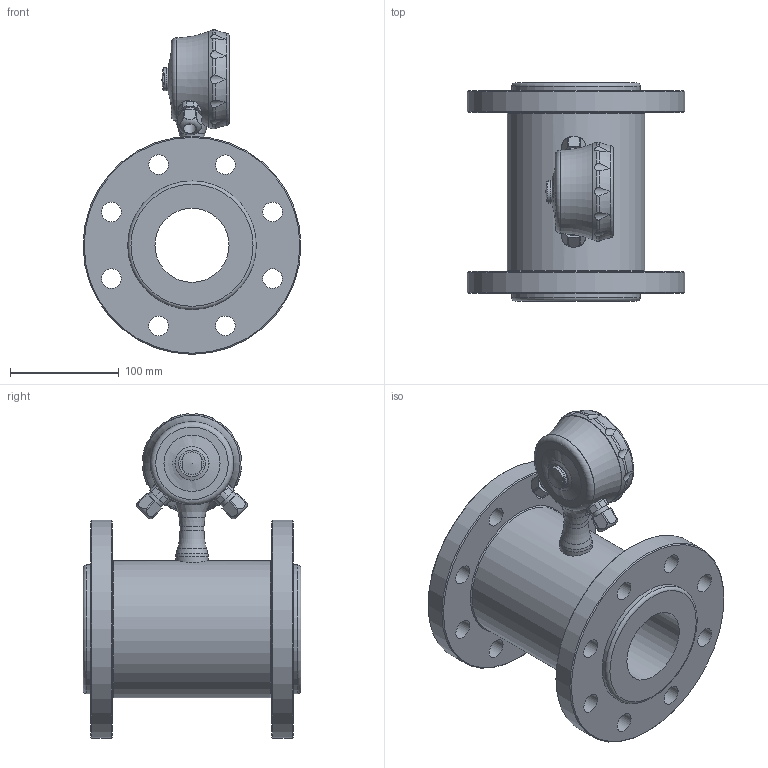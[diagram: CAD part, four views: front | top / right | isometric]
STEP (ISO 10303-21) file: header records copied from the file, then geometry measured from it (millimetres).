
FILE_DESCRIPTION( ( 'Unknown' ), '1' );
FILE_NAME( 'PF75S5xxxxxxx03x1KAxx3Ax00xx.stp', 'Unknown', ( 'Unknown' ), ( 'Unknown' ), 'PSStep 19.0.9', 'Unknown', ' ' );
FILE_SCHEMA( ( 'AUTOMOTIVE_DESIGN { 1 0 10303 214 1 1 1 1 }' ) );
Length unit declared in the file: millimetre
Products named in the file (1): Unterteil_PF75S_PN16_DN80
Bounding box: 200 x 200 x 297.77 mm (x, y, z)
Volume: 2738829.7 mm3; surface area: 273118.1 mm2
Topology: 1 solids, 16 shells, 515 faces, 1378 edges, 913 vertices
Faces by surface type: plane 256, cylinder 158, torus 39, cone 33, bspline 21, revolution 4, sphere 4
Full cylindrical faces by diameter (mm): 3 x1, 3.459 x2, 12 x2, 16 x4, 16.691 x2, 18 x16, 20.8 x1, 21 x1, 22 x1, 23.5 x1, 30 x1, 68 x1, 81.2 x1, 83.7 x1, 88 x1, 118 x2, 126 x1, 200 x2
Entity records: 23094 total; most frequent: CARTESIAN_POINT 6883, ORIENTED_EDGE 2490, DIRECTION 2380, EDGE_CURVE 1245, AXIS2_PLACEMENT_3D 898, VERTEX_POINT 861, EDGE_LOOP 659, LINE 580
